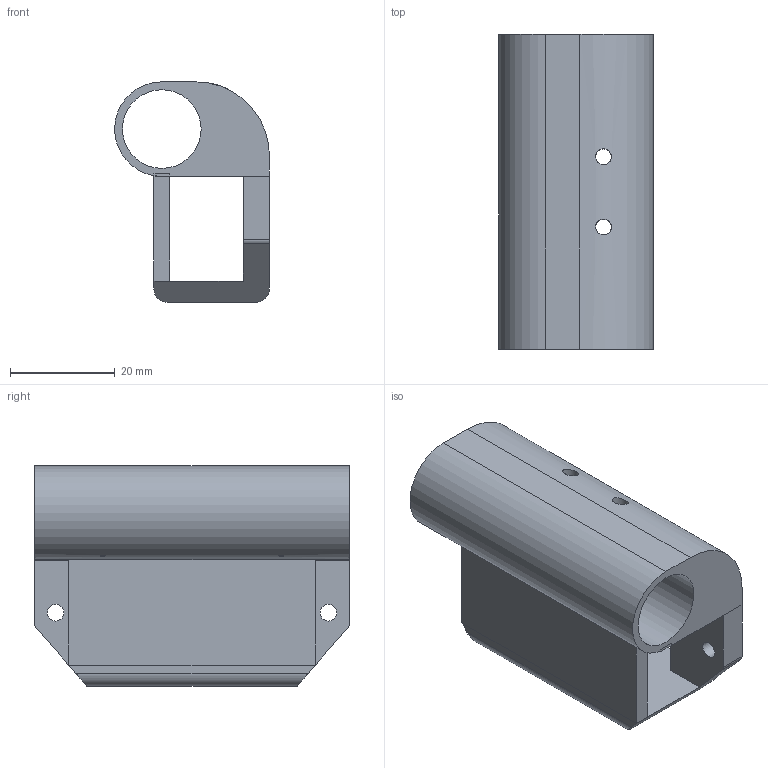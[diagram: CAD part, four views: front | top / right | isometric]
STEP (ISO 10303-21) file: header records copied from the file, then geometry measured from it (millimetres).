
FILE_DESCRIPTION(('FreeCAD Model'),'2;1');
FILE_NAME('Open CASCADE Shape Model','2024-08-15T21:04:17',(''),(''), 'Open CASCADE STEP processor 7.6','FreeCAD','Unknown');
FILE_SCHEMA(('AUTOMOTIVE_DESIGN { 1 0 10303 214 1 1 1 1 }'));
Length unit declared in the file: millimetre
Products named in the file (1): Тело
Bounding box: 29.5 x 60 x 42 mm (x, y, z)
Volume: 25600.5 mm3; surface area: 14241.3 mm2
Topology: 1 solids, 1 shells, 54 faces, 140 edges, 88 vertices
Faces by surface type: plane 33, cylinder 21
Full cylindrical faces by diameter (mm): 3 x2, 3.2 x2, 5 x4, 15 x1
Entity records: 3973 total; most frequent: CARTESIAN_POINT 1147, DIRECTION 519, LINE 320, VECTOR 320, ORIENTED_EDGE 280, PCURVE 280, DEFINITIONAL_REPRESENTATION 280, EDGE_CURVE 140
